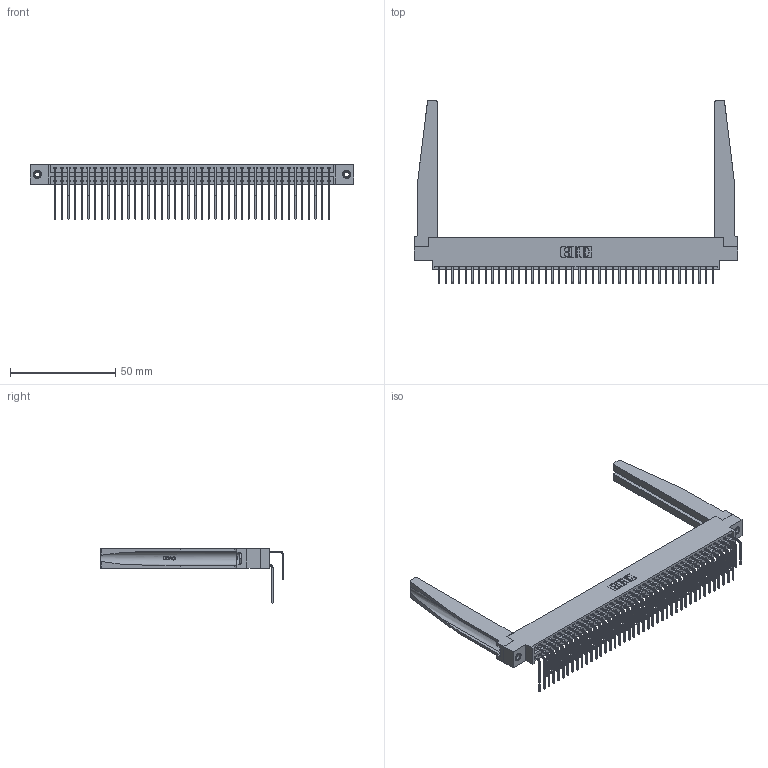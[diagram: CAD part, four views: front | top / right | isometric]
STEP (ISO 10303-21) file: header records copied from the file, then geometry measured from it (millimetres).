
FILE_DESCRIPTION (( 'STEP AP203' ), '1' );
FILE_NAME ('346-084-558-878.STEP', '2022-05-25T20:59:12', ( '' ), ( '' ), 'SwSTEP 2.0', 'SolidWorks 2020', '' );
FILE_SCHEMA (( 'CONFIG_CONTROL_DESIGN' ));
Length unit declared in the file: inch
Products named in the file (6): 346-220-078_345-220-078; 345-292-001_558 Tail - 2; 346 Part_0.170 Offset - 0.156 Dia-TH; 345-250-001_345-250-001-102; 345-292-001_558 559 Tail - 1; 346-084-558-878
Assembly tree (89 placements, depth 2):
  346-084-558-878
    346 Part_0.170 Offset - 0.156 Dia-TH
    345-292-001_558 559 Tail - 1  x42
    345-292-001_558 Tail - 2  x42
    346-220-078_345-220-078  x2
    345-250-001_345-250-001-102  x2
Bounding box: 153.92 x 87.44 x 26.16 mm (x, y, z)
Volume: 22230.2 mm3; surface area: 30136.6 mm2
Topology: 89 solids, 89 shells, 4910 faces, 14509 edges, 9550 vertices
Faces by surface type: plane 3344, cylinder 1514, bspline 36, cone 12, torus 4
Entity records: 34490 total; most frequent: CARTESIAN_POINT 6680, ORIENTED_EDGE 5450, DIRECTION 4895, EDGE_CURVE 2725, LINE 2291, VECTOR 2291, VERTEX_POINT 1808, AXIS2_PLACEMENT_3D 1302
